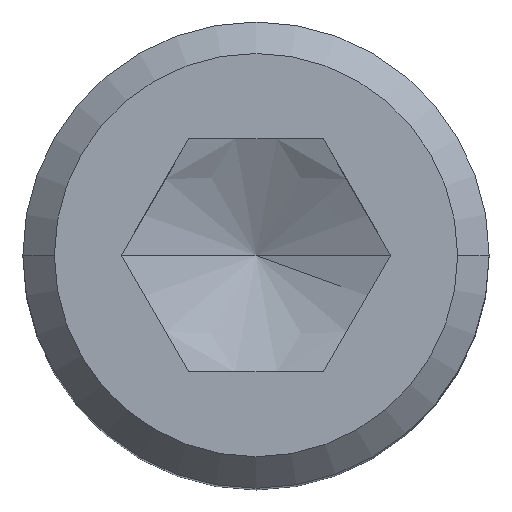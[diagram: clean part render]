
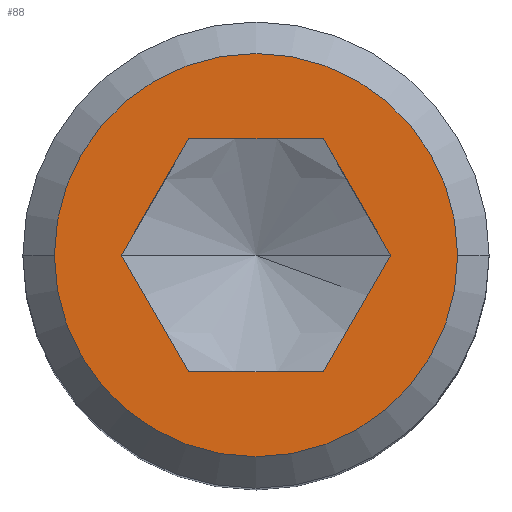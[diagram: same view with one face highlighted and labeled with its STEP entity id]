
A CAD part, top view. The second image highlights one B-rep face of the part: STEP entity #88.
In plain terms, the highlighted planar face has unit normal (0, 0, 1).
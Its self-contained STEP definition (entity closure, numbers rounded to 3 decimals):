
#88=ADVANCED_FACE('',(#168,#169),#170,.T.);
#168=FACE_BOUND('',#246,.T.);
#169=FACE_OUTER_BOUND('',#247,.T.);
#170=PLANE('',#248);
#246=EDGE_LOOP('',(#388,#389,#390,#391,#392,#393));
#247=EDGE_LOOP('',(#394,#395));
#248=AXIS2_PLACEMENT_3D('',#396,#397,#398);
#388=ORIENTED_EDGE('',*,*,#472,.T.);
#389=ORIENTED_EDGE('',*,*,#478,.T.);
#390=ORIENTED_EDGE('',*,*,#491,.T.);
#391=ORIENTED_EDGE('',*,*,#488,.T.);
#392=ORIENTED_EDGE('',*,*,#485,.T.);
#393=ORIENTED_EDGE('',*,*,#480,.T.);
#394=ORIENTED_EDGE('',*,*,#462,.F.);
#395=ORIENTED_EDGE('',*,*,#493,.F.);
#396=CARTESIAN_POINT('',(0.865,0.0,0.));
#397=DIRECTION('',(0.,0.0,1.0));
#398=DIRECTION('',(-1.0,0.0,0.));
#462=EDGE_CURVE('',#539,#541,#542,.T.);
#472=EDGE_CURVE('',#559,#557,#560,.T.);
#478=EDGE_CURVE('',#557,#566,#568,.T.);
#480=EDGE_CURVE('',#570,#559,#571,.T.);
#485=EDGE_CURVE('',#576,#570,#577,.T.);
#488=EDGE_CURVE('',#580,#576,#581,.T.);
#491=EDGE_CURVE('',#566,#580,#584,.T.);
#493=EDGE_CURVE('',#541,#539,#586,.T.);
#539=VERTEX_POINT('',#638);
#541=VERTEX_POINT('',#641);
#542=CIRCLE('',#642,1.729);
#557=VERTEX_POINT('',#687);
#559=VERTEX_POINT('',#690);
#560=LINE('',#691,#692);
#566=VERTEX_POINT('',#717);
#568=LINE('',#720,#721);
#570=VERTEX_POINT('',#723);
#571=LINE('',#724,#725);
#576=VERTEX_POINT('',#740);
#577=LINE('',#741,#742);
#580=VERTEX_POINT('',#746);
#581=LINE('',#747,#748);
#584=LINE('',#752,#753);
#586=CIRCLE('',#755,1.729);
#638=CARTESIAN_POINT('',(1.729,0.0,0.));
#641=CARTESIAN_POINT('',(-1.729,0.,0.));
#642=AXIS2_PLACEMENT_3D('',#800,#801,#802);
#687=CARTESIAN_POINT('',(-0.577,1.0,0.));
#690=CARTESIAN_POINT('',(-1.155,0.,0.));
#691=CARTESIAN_POINT('',(-0.758,0.687,0.));
#692=VECTOR('',#807,1.);
#717=CARTESIAN_POINT('',(0.577,1.0,0.));
#720=CARTESIAN_POINT('',(0.432,1.0,0.));
#721=VECTOR('',#810,1.0);
#723=CARTESIAN_POINT('',(-0.577,-1.0,0.));
#724=CARTESIAN_POINT('',(-0.758,-0.687,0.));
#725=VECTOR('',#811,1.);
#740=CARTESIAN_POINT('',(0.577,-1.0,0.));
#741=CARTESIAN_POINT('',(0.432,-1.0,0.));
#742=VECTOR('',#813,1.0);
#746=CARTESIAN_POINT('',(1.155,0.,0.));
#747=CARTESIAN_POINT('',(0.974,-0.313,0.));
#748=VECTOR('',#815,1.0);
#752=CARTESIAN_POINT('',(0.974,0.313,0.));
#753=VECTOR('',#817,1.);
#755=AXIS2_PLACEMENT_3D('',#818,#819,#820);
#800=CARTESIAN_POINT('',(0.0,0.0,0.0));
#801=DIRECTION('',(0.,0.0,-1.0));
#802=DIRECTION('',(1.0,0.0,0.));
#807=DIRECTION('',(0.5,0.866,0.));
#810=DIRECTION('',(1.0,0.0,0.));
#811=DIRECTION('',(-0.5,0.866,0.));
#813=DIRECTION('',(-1.0,-0.0,0.));
#815=DIRECTION('',(-0.5,-0.866,0.));
#817=DIRECTION('',(0.5,-0.866,0.));
#818=CARTESIAN_POINT('',(0.0,0.0,0.0));
#819=DIRECTION('',(0.,0.0,-1.0));
#820=DIRECTION('',(1.0,0.0,0.));
